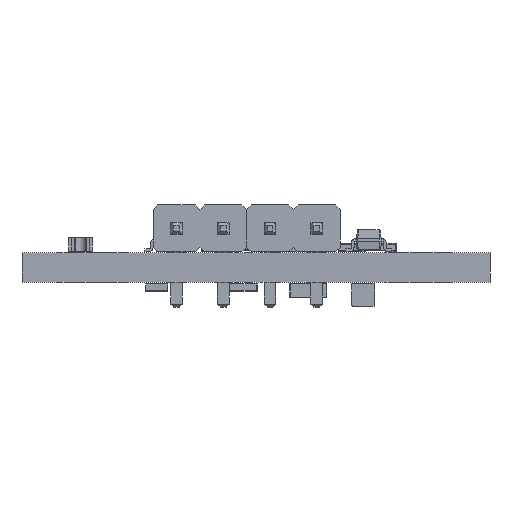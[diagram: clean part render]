
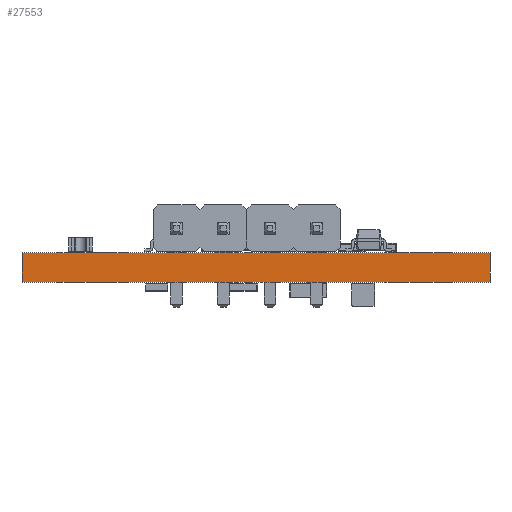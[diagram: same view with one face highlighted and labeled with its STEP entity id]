
A CAD part, front view. The second image highlights one B-rep face of the part: STEP entity #27553.
In plain terms, the highlighted planar face has unit normal (0, -1, 0).
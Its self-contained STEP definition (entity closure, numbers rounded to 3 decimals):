
#27553 = ADVANCED_FACE('',(#27554),#27568,.T.);
#27554 = FACE_BOUND('',#27555,.T.);
#27555 = EDGE_LOOP('',(#27556,#27591,#27619,#27647));
#27556 = ORIENTED_EDGE('',*,*,#27557,.T.);
#27557 = EDGE_CURVE('',#27558,#27560,#27562,.T.);
#27558 = VERTEX_POINT('',#27559);
#27559 = CARTESIAN_POINT('',(12.7,-11.748,0.));
#27560 = VERTEX_POINT('',#27561);
#27561 = CARTESIAN_POINT('',(12.7,-11.748,1.6));
#27562 = SURFACE_CURVE('',#27563,(#27567,#27579),.PCURVE_S1.);
#27563 = LINE('',#27564,#27565);
#27564 = CARTESIAN_POINT('',(12.7,-11.748,0.));
#27565 = VECTOR('',#27566,1.);
#27566 = DIRECTION('',(0.,0.,1.));
#27567 = PCURVE('',#27568,#27573);
#27568 = PLANE('',#27569);
#27569 = AXIS2_PLACEMENT_3D('',#27570,#27571,#27572);
#27570 = CARTESIAN_POINT('',(12.7,-11.748,0.));
#27571 = DIRECTION('',(0.,-1.,0.));
#27572 = DIRECTION('',(-1.,0.,0.));
#27573 = DEFINITIONAL_REPRESENTATION('',(#27574),#27578);
#27574 = LINE('',#27575,#27576);
#27575 = CARTESIAN_POINT('',(0.,0.));
#27576 = VECTOR('',#27577,1.);
#27577 = DIRECTION('',(0.,-1.));
#27578 = ( GEOMETRIC_REPRESENTATION_CONTEXT(2) 
PARAMETRIC_REPRESENTATION_CONTEXT() REPRESENTATION_CONTEXT('2D SPACE',''
  ) );
#27579 = PCURVE('',#27580,#27585);
#27580 = PLANE('',#27581);
#27581 = AXIS2_PLACEMENT_3D('',#27582,#27583,#27584);
#27582 = CARTESIAN_POINT('',(12.7,11.748,0.));
#27583 = DIRECTION('',(1.,0.,0.));
#27584 = DIRECTION('',(0.,-1.,0.));
#27585 = DEFINITIONAL_REPRESENTATION('',(#27586),#27590);
#27586 = LINE('',#27587,#27588);
#27587 = CARTESIAN_POINT('',(23.495,0.));
#27588 = VECTOR('',#27589,1.);
#27589 = DIRECTION('',(0.,-1.));
#27590 = ( GEOMETRIC_REPRESENTATION_CONTEXT(2) 
PARAMETRIC_REPRESENTATION_CONTEXT() REPRESENTATION_CONTEXT('2D SPACE',''
  ) );
#27591 = ORIENTED_EDGE('',*,*,#27592,.T.);
#27592 = EDGE_CURVE('',#27560,#27593,#27595,.T.);
#27593 = VERTEX_POINT('',#27594);
#27594 = CARTESIAN_POINT('',(-12.7,-11.748,1.6));
#27595 = SURFACE_CURVE('',#27596,(#27600,#27607),.PCURVE_S1.);
#27596 = LINE('',#27597,#27598);
#27597 = CARTESIAN_POINT('',(12.7,-11.748,1.6));
#27598 = VECTOR('',#27599,1.);
#27599 = DIRECTION('',(-1.,0.,0.));
#27600 = PCURVE('',#27568,#27601);
#27601 = DEFINITIONAL_REPRESENTATION('',(#27602),#27606);
#27602 = LINE('',#27603,#27604);
#27603 = CARTESIAN_POINT('',(0.,-1.6));
#27604 = VECTOR('',#27605,1.);
#27605 = DIRECTION('',(1.,0.));
#27606 = ( GEOMETRIC_REPRESENTATION_CONTEXT(2) 
PARAMETRIC_REPRESENTATION_CONTEXT() REPRESENTATION_CONTEXT('2D SPACE',''
  ) );
#27607 = PCURVE('',#27608,#27613);
#27608 = PLANE('',#27609);
#27609 = AXIS2_PLACEMENT_3D('',#27610,#27611,#27612);
#27610 = CARTESIAN_POINT('',(0.,0.,
    1.6));
#27611 = DIRECTION('',(0.,0.,-1.));
#27612 = DIRECTION('',(-1.,0.,0.));
#27613 = DEFINITIONAL_REPRESENTATION('',(#27614),#27618);
#27614 = LINE('',#27615,#27616);
#27615 = CARTESIAN_POINT('',(-12.7,-11.748));
#27616 = VECTOR('',#27617,1.);
#27617 = DIRECTION('',(1.,0.));
#27618 = ( GEOMETRIC_REPRESENTATION_CONTEXT(2) 
PARAMETRIC_REPRESENTATION_CONTEXT() REPRESENTATION_CONTEXT('2D SPACE',''
  ) );
#27619 = ORIENTED_EDGE('',*,*,#27620,.F.);
#27620 = EDGE_CURVE('',#27621,#27593,#27623,.T.);
#27621 = VERTEX_POINT('',#27622);
#27622 = CARTESIAN_POINT('',(-12.7,-11.748,0.));
#27623 = SURFACE_CURVE('',#27624,(#27628,#27635),.PCURVE_S1.);
#27624 = LINE('',#27625,#27626);
#27625 = CARTESIAN_POINT('',(-12.7,-11.748,0.));
#27626 = VECTOR('',#27627,1.);
#27627 = DIRECTION('',(0.,0.,1.));
#27628 = PCURVE('',#27568,#27629);
#27629 = DEFINITIONAL_REPRESENTATION('',(#27630),#27634);
#27630 = LINE('',#27631,#27632);
#27631 = CARTESIAN_POINT('',(25.4,0.));
#27632 = VECTOR('',#27633,1.);
#27633 = DIRECTION('',(0.,-1.));
#27634 = ( GEOMETRIC_REPRESENTATION_CONTEXT(2) 
PARAMETRIC_REPRESENTATION_CONTEXT() REPRESENTATION_CONTEXT('2D SPACE',''
  ) );
#27635 = PCURVE('',#27636,#27641);
#27636 = PLANE('',#27637);
#27637 = AXIS2_PLACEMENT_3D('',#27638,#27639,#27640);
#27638 = CARTESIAN_POINT('',(-12.7,-11.748,0.));
#27639 = DIRECTION('',(-1.,0.,0.));
#27640 = DIRECTION('',(0.,1.,0.));
#27641 = DEFINITIONAL_REPRESENTATION('',(#27642),#27646);
#27642 = LINE('',#27643,#27644);
#27643 = CARTESIAN_POINT('',(0.,0.));
#27644 = VECTOR('',#27645,1.);
#27645 = DIRECTION('',(0.,-1.));
#27646 = ( GEOMETRIC_REPRESENTATION_CONTEXT(2) 
PARAMETRIC_REPRESENTATION_CONTEXT() REPRESENTATION_CONTEXT('2D SPACE',''
  ) );
#27647 = ORIENTED_EDGE('',*,*,#27648,.F.);
#27648 = EDGE_CURVE('',#27558,#27621,#27649,.T.);
#27649 = SURFACE_CURVE('',#27650,(#27654,#27661),.PCURVE_S1.);
#27650 = LINE('',#27651,#27652);
#27651 = CARTESIAN_POINT('',(12.7,-11.748,0.));
#27652 = VECTOR('',#27653,1.);
#27653 = DIRECTION('',(-1.,0.,0.));
#27654 = PCURVE('',#27568,#27655);
#27655 = DEFINITIONAL_REPRESENTATION('',(#27656),#27660);
#27656 = LINE('',#27657,#27658);
#27657 = CARTESIAN_POINT('',(0.,0.));
#27658 = VECTOR('',#27659,1.);
#27659 = DIRECTION('',(1.,0.));
#27660 = ( GEOMETRIC_REPRESENTATION_CONTEXT(2) 
PARAMETRIC_REPRESENTATION_CONTEXT() REPRESENTATION_CONTEXT('2D SPACE',''
  ) );
#27661 = PCURVE('',#27662,#27667);
#27662 = PLANE('',#27663);
#27663 = AXIS2_PLACEMENT_3D('',#27664,#27665,#27666);
#27664 = CARTESIAN_POINT('',(0.,0.,
    0.));
#27665 = DIRECTION('',(0.,0.,-1.));
#27666 = DIRECTION('',(-1.,0.,0.));
#27667 = DEFINITIONAL_REPRESENTATION('',(#27668),#27672);
#27668 = LINE('',#27669,#27670);
#27669 = CARTESIAN_POINT('',(-12.7,-11.748));
#27670 = VECTOR('',#27671,1.);
#27671 = DIRECTION('',(1.,0.));
#27672 = ( GEOMETRIC_REPRESENTATION_CONTEXT(2) 
PARAMETRIC_REPRESENTATION_CONTEXT() REPRESENTATION_CONTEXT('2D SPACE',''
  ) );
